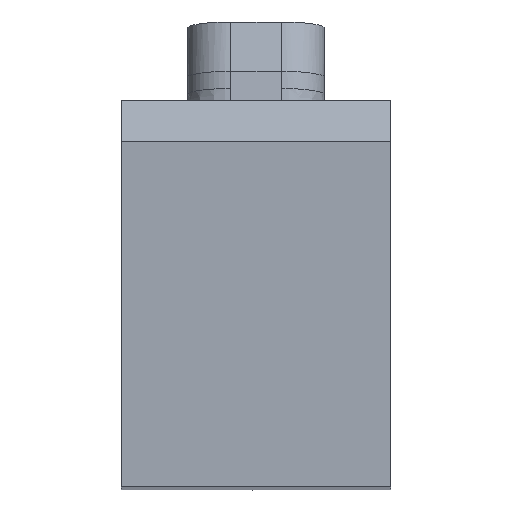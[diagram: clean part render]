
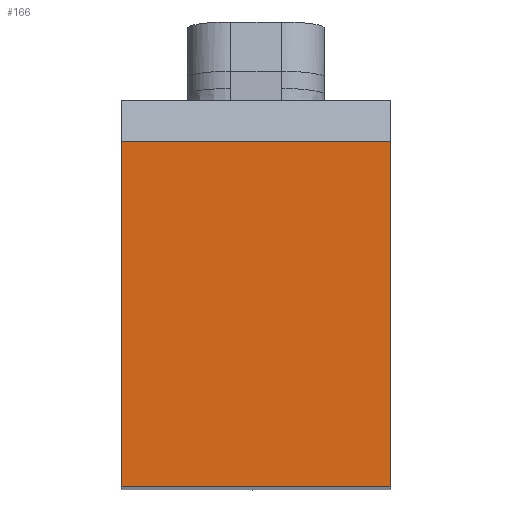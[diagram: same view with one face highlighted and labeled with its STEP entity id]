
A CAD part, top view. The second image highlights one B-rep face of the part: STEP entity #166.
In plain terms, the highlighted face is planar.
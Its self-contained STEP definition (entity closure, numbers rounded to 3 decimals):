
#120=FACE_OUTER_BOUND('',#240,.T.);
#166=ADVANCED_FACE('',(#120),#204,.F.);
#204=PLANE('',#899);
#240=EDGE_LOOP('',(#478,#479,#480,#481));
#287=LINE('',#1267,#367);
#290=LINE('',#1272,#370);
#296=LINE('',#1284,#376);
#298=LINE('',#1288,#378);
#367=VECTOR('',#981,1.);
#370=VECTOR('',#986,1.);
#376=VECTOR('',#998,1.);
#378=VECTOR('',#1002,1.);
#478=ORIENTED_EDGE('',*,*,#728,.F.);
#479=ORIENTED_EDGE('',*,*,#725,.F.);
#480=ORIENTED_EDGE('',*,*,#736,.T.);
#481=ORIENTED_EDGE('',*,*,#734,.F.);
#655=VERTEX_POINT('',#1261);
#657=VERTEX_POINT('',#1266);
#659=VERTEX_POINT('',#1273);
#662=VERTEX_POINT('',#1285);
#725=EDGE_CURVE('',#657,#655,#287,.T.);
#728=EDGE_CURVE('',#655,#659,#290,.T.);
#734=EDGE_CURVE('',#659,#662,#296,.T.);
#736=EDGE_CURVE('',#657,#662,#298,.T.);
#899=AXIS2_PLACEMENT_3D('',#1289,#1003,#1004);
#981=DIRECTION('',(1.,0.,0.));
#986=DIRECTION('',(0.,0.,1.));
#998=DIRECTION('',(-1.,0.,0.));
#1002=DIRECTION('',(0.,0.,1.));
#1003=DIRECTION('',(0.,-1.,0.));
#1004=DIRECTION('',(0.,0.,-1.));
#1261=CARTESIAN_POINT('',(12.45,164.712,-32.834));
#1266=CARTESIAN_POINT('',(-12.45,164.712,-32.834));
#1267=CARTESIAN_POINT('',(22.982,164.712,-32.834));
#1272=CARTESIAN_POINT('',(12.45,164.712,-0.934));
#1273=CARTESIAN_POINT('',(12.45,164.712,-0.934));
#1284=CARTESIAN_POINT('',(19.9,164.712,-0.934));
#1285=CARTESIAN_POINT('',(-12.45,164.712,-0.934));
#1288=CARTESIAN_POINT('',(-12.45,164.712,0.049));
#1289=CARTESIAN_POINT('',(-1.629,164.712,0.049));
